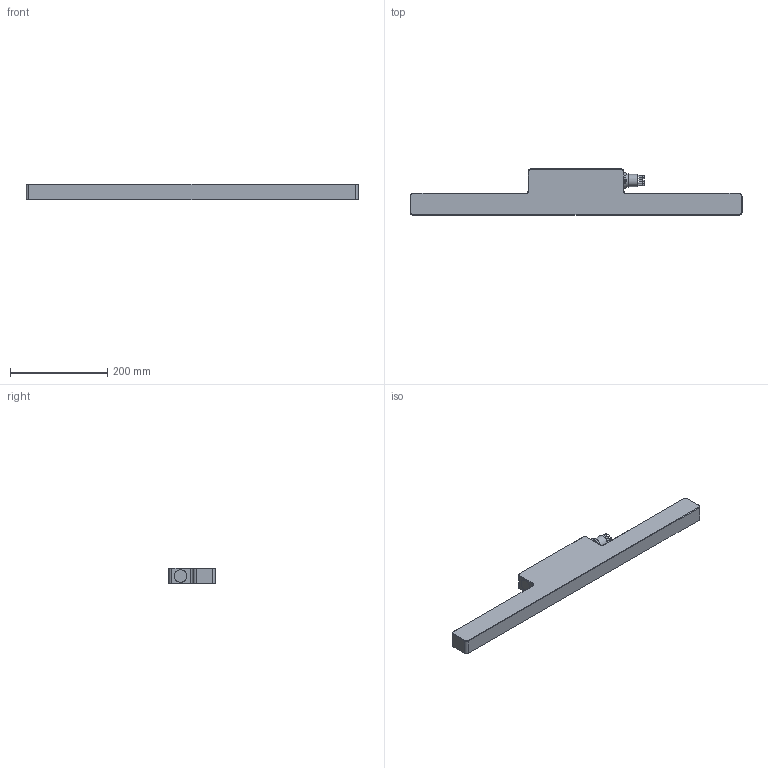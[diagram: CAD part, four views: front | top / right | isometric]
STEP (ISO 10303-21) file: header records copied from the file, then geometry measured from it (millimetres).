
FILE_DESCRIPTION(/* description */ (''),/* implementation_level */ '2;1');
FILE_NAME(/* name */ '8200-000-51 Final assembly LH STR connector.stp',/* time_stamp */ '2017-10-09T13:29:02+01:00',/* author */ ('axb'),/* organization */ (''),/* preprocessor_version */ 'ST-DEVELOPER v16.5',/* originating_system */ 'Autodesk Inventor 2017',/* authorisation */ '');
FILE_SCHEMA (('AUTOMOTIVE_DESIGN { 1 0 10303 214 3 1 1 }'));
Length unit declared in the file: millimetre
Products named in the file (1): 8200-000-51 Final assembly LH STR connector_Shrinkwrap
Bounding box: 682 x 95 x 32 mm (x, y, z)
Volume: 1307984.4 mm3; surface area: 138138.6 mm2
Topology: 1 solids, 1 shells, 455 faces, 1180 edges, 758 vertices
Faces by surface type: plane 195, bspline 128, cylinder 78, cone 54
Full cylindrical faces by diameter (mm): 2 x12, 3 x12, 3.242 x20, 22 x1, 24.98 x1, 25 x1, 25.5 x1, 25.8 x2, 26 x1, 28 x1
Entity records: 14561 total; most frequent: CARTESIAN_POINT 4174, ORIENTED_EDGE 2122, DIRECTION 1672, EDGE_CURVE 1061, VERTEX_POINT 737, EDGE_LOOP 596, LINE 594, VECTOR 594
